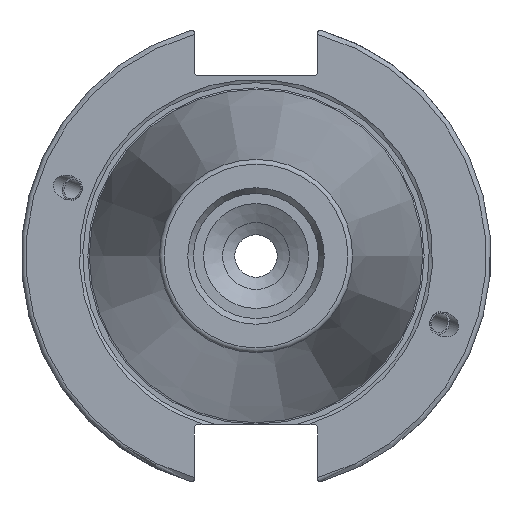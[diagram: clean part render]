
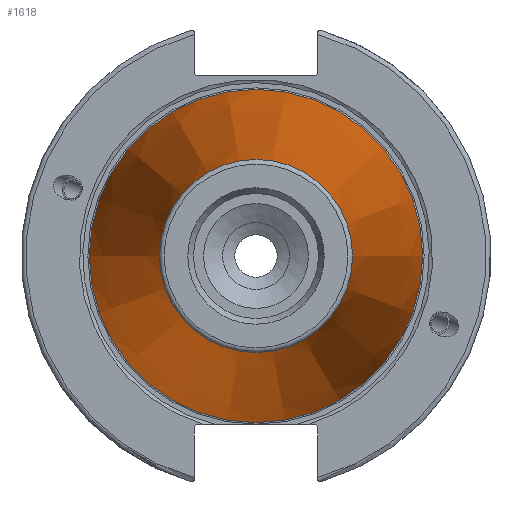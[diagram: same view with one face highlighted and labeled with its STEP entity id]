
A CAD part, left-side view. The second image highlights one B-rep face of the part: STEP entity #1618.
In plain terms, the highlighted conical face has half-angle 8.297 degrees and reference radius 27.517 mm.
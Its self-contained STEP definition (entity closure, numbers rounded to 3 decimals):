
#232=FACE_OUTER_BOUND('',#341,.T.);
#341=EDGE_LOOP('',(#1390,#1391,#1392,#1393,#1394));
#453=LINE('',#3186,#551);
#551=VECTOR('',#2188,27.517);
#632=CIRCLE('',#1795,20.233);
#633=CIRCLE('',#1796,20.233);
#637=CIRCLE('',#1802,34.925);
#796=VERTEX_POINT('',#3173);
#797=VERTEX_POINT('',#3174);
#800=VERTEX_POINT('',#3184);
#1010=EDGE_CURVE('',#796,#797,#632,.T.);
#1011=EDGE_CURVE('',#797,#796,#633,.T.);
#1015=EDGE_CURVE('',#800,#800,#637,.T.);
#1016=EDGE_CURVE('',#800,#797,#453,.T.);
#1390=ORIENTED_EDGE('',*,*,#1015,.F.);
#1391=ORIENTED_EDGE('',*,*,#1016,.T.);
#1392=ORIENTED_EDGE('',*,*,#1010,.F.);
#1393=ORIENTED_EDGE('',*,*,#1011,.F.);
#1394=ORIENTED_EDGE('',*,*,#1016,.F.);
#1552=CONICAL_SURFACE('',#1801,27.517,0.145);
#1618=ADVANCED_FACE('',(#232),#1552,.T.);
#1795=AXIS2_PLACEMENT_3D('',#3175,#2172,#2173);
#1796=AXIS2_PLACEMENT_3D('',#3176,#2174,#2175);
#1801=AXIS2_PLACEMENT_3D('',#3183,#2184,#2185);
#1802=AXIS2_PLACEMENT_3D('',#3185,#2186,#2187);
#2172=DIRECTION('center_axis',(-1.,0.,0.));
#2173=DIRECTION('ref_axis',(0.,-1.,0.));
#2174=DIRECTION('center_axis',(-1.,0.,0.));
#2175=DIRECTION('ref_axis',(0.,-1.,0.));
#2184=DIRECTION('center_axis',(1.,0.,0.));
#2185=DIRECTION('ref_axis',(0.,1.,0.));
#2186=DIRECTION('center_axis',(1.,0.,0.));
#2187=DIRECTION('ref_axis',(0.,0.,-1.));
#2188=DIRECTION('',(-0.99,0.144,0.));
#3173=CARTESIAN_POINT('',(-100.744,0.,20.233));
#3174=CARTESIAN_POINT('',(-100.744,-20.233,0.));
#3175=CARTESIAN_POINT('Origin',(-100.744,0.,0.));
#3176=CARTESIAN_POINT('Origin',(-100.744,0.,0.));
#3183=CARTESIAN_POINT('Origin',(-50.8,0.,0.));
#3184=CARTESIAN_POINT('',(0.,-34.925,0.));
#3185=CARTESIAN_POINT('Origin',(0.,0.,0.));
#3186=CARTESIAN_POINT('',(-50.8,-27.517,0.));
